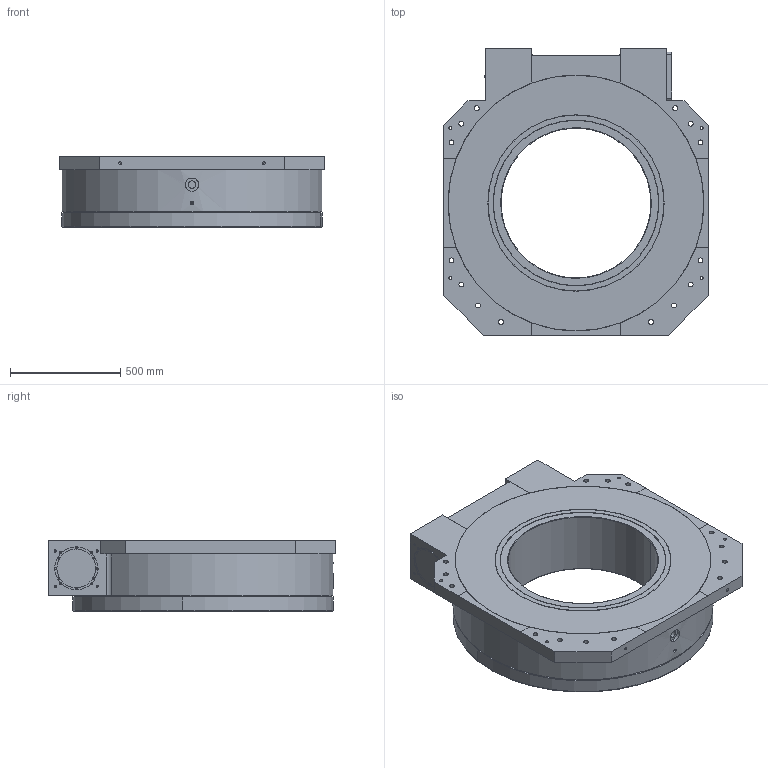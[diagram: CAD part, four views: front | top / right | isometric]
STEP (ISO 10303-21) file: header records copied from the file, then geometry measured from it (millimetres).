
FILE_DESCRIPTION (( 'STEP AP214' ), '1' );
FILE_NAME ('TDU-1180-575DR-90(42J12-114.3-200-M12-113).STEP', '2024-10-21T09:45:59', ( '' ), ( '' ), 'SwSTEP 2.0', 'SolidWorks 2021', '' );
FILE_SCHEMA (( 'AUTOMOTIVE_DESIGN' ));
Length unit declared in the file: millimetre
Products named in the file (13): LWD1200-003_____蕼偞; ZJ-LW1200-021-___________蕼偞; ZJ-LWD1200-002AN_蕼偞; ZJ-LW1200-017_______蕼偞; TDU-1180-575DR-90(42J12-114.3-200-M12-113); ______________ SCA SCAS[SCA-M4-L12]_蕼偞; LWD1200假蚾尨砩芞(2)_蕼偞; ____800-750-25_蕼偞; ______________ SCA SCAS[SCA-M12-L20]_蕼偞; ______________ SCA SCAS[SCA-M16-L30]_蕼偞; GNT-W-D104xL80 ?42瑩12 塗隅聾撻240N.m_蕼偞; ZJ-LWD1200-001AN_蕼偞; ZJ-LWD1200-006AN_蕼偞
Assembly tree (34 placements, depth 3):
  TDU-1180-575DR-90(42J12-114.3-200-M12-113)
    LWD1200假蚾尨砩芞(2)_蕼偞
      ZJ-LW1200-021-___________蕼偞
      ZJ-LWD1200-001AN_蕼偞
      ZJ-LWD1200-002AN_蕼偞
      ZJ-LWD1200-006AN_蕼偞
      ____800-750-25_蕼偞
      ZJ-LW1200-017_______蕼偞
      ______________ SCA SCAS[SCA-M12-L20]_蕼偞  x4
      ______________ SCA SCAS[SCA-M4-L12]_蕼偞
    ______________ SCA SCAS[SCA-M16-L30]_蕼偞  x20
    LWD1200-003_____蕼偞
    GNT-W-D104xL80 ?42瑩12 塗隅聾撻240N.m_蕼偞
Bounding box: 1200 x 1300 x 320 mm (x, y, z)
Volume: 186361729.6 mm3; surface area: 8870251.2 mm2
Topology: 33 solids, 33 shells, 1338 faces, 3034 edges, 1793 vertices
Faces by surface type: plane 510, cylinder 504, cone 304, torus 20
Entity records: 22810 total; most frequent: DIRECTION 4212, CARTESIAN_POINT 3801, ORIENTED_EDGE 3408, AXIS2_PLACEMENT_3D 1708, EDGE_CURVE 1704, VERTEX_POINT 1089, EDGE_LOOP 1027, CIRCLE 904
